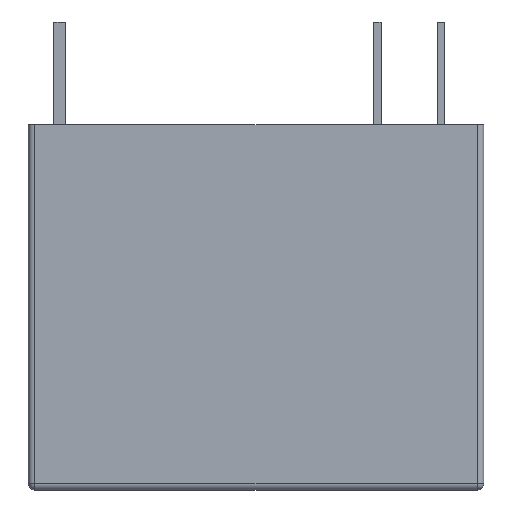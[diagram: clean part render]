
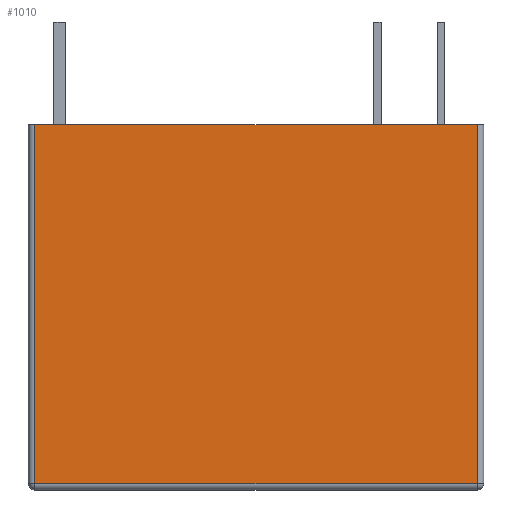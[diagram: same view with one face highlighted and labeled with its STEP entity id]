
A CAD part, front view. The second image highlights one B-rep face of the part: STEP entity #1010.
In plain terms, the highlighted planar face has unit normal (0, -1, 0).
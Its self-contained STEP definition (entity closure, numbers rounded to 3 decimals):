
#212=DIRECTION('',(1.,0.,0.));
#213=VECTOR('',#212,17.7);
#214=CARTESIAN_POINT('',(-8.85,-5.1,0.));
#215=LINE('',#214,#213);
#386=DIRECTION('',(0.,0.,-1.));
#387=VECTOR('',#386,14.35);
#388=CARTESIAN_POINT('',(-8.85,-5.1,0.));
#389=LINE('',#388,#387);
#390=DIRECTION('',(0.,0.,-1.));
#391=VECTOR('',#390,14.35);
#392=CARTESIAN_POINT('',(8.85,-5.1,0.));
#393=LINE('',#392,#391);
#394=DIRECTION('',(-1.,0.,0.));
#395=VECTOR('',#394,17.7);
#396=CARTESIAN_POINT('',(8.85,-5.1,-14.35));
#397=LINE('',#396,#395);
#575=CARTESIAN_POINT('',(-8.85,-5.1,0.));
#577=VERTEX_POINT('',#575);
#578=CARTESIAN_POINT('',(-8.85,-5.1,-14.35));
#579=VERTEX_POINT('',#578);
#582=CARTESIAN_POINT('',(8.85,-5.1,-14.35));
#583=VERTEX_POINT('',#582);
#584=CARTESIAN_POINT('',(8.85,-5.1,0.));
#586=VERTEX_POINT('',#584);
#997=CARTESIAN_POINT('',(-9.1,-5.1,0.));
#998=DIRECTION('',(0.,-1.,0.));
#999=DIRECTION('',(1.,0.,0.));
#1000=AXIS2_PLACEMENT_3D('',#997,#998,#999);
#1001=PLANE('',#1000);
#1002=ORIENTED_EDGE('',*,*,#989,.F.);
#1003=ORIENTED_EDGE('',*,*,#601,.T.);
#1005=ORIENTED_EDGE('',*,*,#1004,.T.);
#1007=ORIENTED_EDGE('',*,*,#1006,.T.);
#1008=EDGE_LOOP('',(#1002,#1003,#1005,#1007));
#1009=FACE_OUTER_BOUND('',#1008,.F.);
#601=EDGE_CURVE('',#577,#586,#215,.T.);
#989=EDGE_CURVE('',#577,#579,#389,.T.);
#1004=EDGE_CURVE('',#586,#583,#393,.T.);
#1006=EDGE_CURVE('',#583,#579,#397,.T.);
#1010=ADVANCED_FACE('',(#1009),#1001,.T.);
